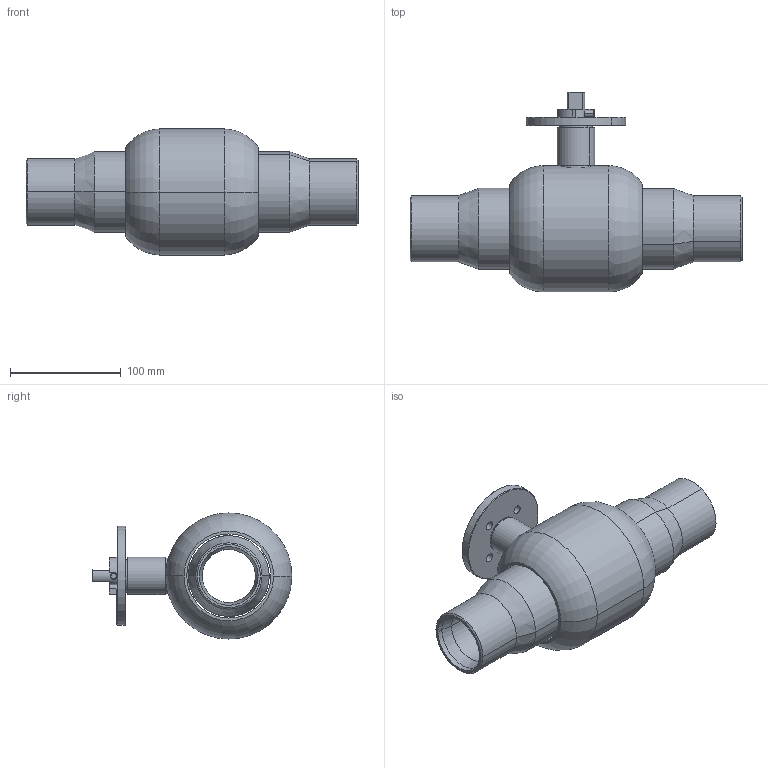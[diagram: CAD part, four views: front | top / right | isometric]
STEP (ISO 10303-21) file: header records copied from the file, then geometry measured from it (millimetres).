
FILE_DESCRIPTION (( 'STEP AP214' ), '1' );
FILE_NAME ('通径DN65焊接球阀-蜗轮盘.STEP', '2026-01-28T03:38:23', ( '' ), ( '' ), 'SwSTEP 2.0', 'SolidWorks 2022', '' );
FILE_SCHEMA (( 'AUTOMOTIVE_DESIGN' ));
Length unit declared in the file: millimetre
Products named in the file (7): DN65概极 - 萵掛; 50-65攫; 籵噤諉50; 通径DN65焊接球阀-蜗轮盘; Q61F-65-3概裝; Q61F-65-5粣杶; Q61F-65-16詩种
Assembly tree (7 placements, depth 2):
  通径DN65焊接球阀-蜗轮盘
    Q61F-65-5粣杶
    DN65概极 - 萵掛
    籵噤諉50  x2
    Q61F-65-3概裝
    Q61F-65-16詩种
    50-65攫
Bounding box: 300 x 180.51 x 114 mm (x, y, z)
Volume: 566771.1 mm3; surface area: 217368.9 mm2
Topology: 7 solids, 7 shells, 163 faces, 358 edges, 218 vertices
Faces by surface type: cylinder 79, plane 40, cone 26, torus 18
Entity records: 4886 total; most frequent: CARTESIAN_POINT 1068, DIRECTION 760, ORIENTED_EDGE 616, AXIS2_PLACEMENT_3D 322, EDGE_CURVE 308, VERTEX_POINT 190, CIRCLE 174, EDGE_LOOP 166
